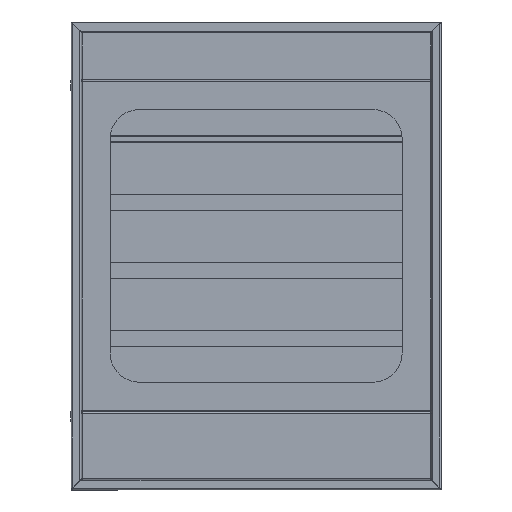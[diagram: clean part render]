
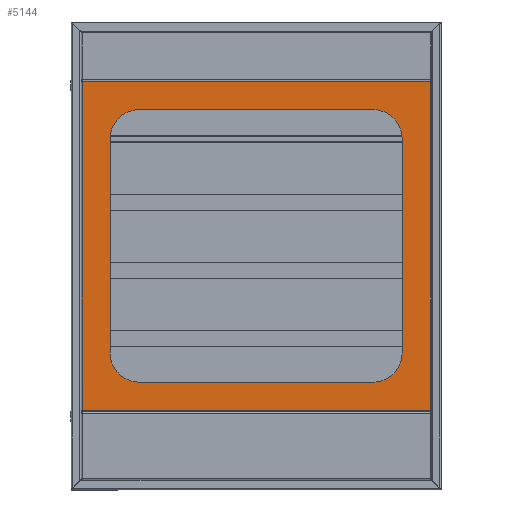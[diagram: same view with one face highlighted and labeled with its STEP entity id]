
A CAD part, top view. The second image highlights one B-rep face of the part: STEP entity #5144.
In plain terms, the highlighted planar face has unit normal (0, 0, 1).
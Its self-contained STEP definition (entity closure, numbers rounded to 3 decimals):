
#65=FACE_BOUND('',#1031,.T.);
#384=PLANE('',#5761);
#704=FACE_OUTER_BOUND('',#1030,.T.);
#1030=EDGE_LOOP('',(#4710,#4711,#4712,#4713));
#1031=EDGE_LOOP('',(#4714,#4715,#4716,#4717,#4718,#4719,#4720,#4721));
#1134=CIRCLE('',#5762,150.);
#1135=CIRCLE('',#5763,150.);
#1136=CIRCLE('',#5764,150.);
#1137=CIRCLE('',#5765,150.);
#1613=LINE('',#8967,#2183);
#1635=LINE('',#9019,#2205);
#1656=LINE('',#9069,#2226);
#1677=LINE('',#9118,#2247);
#1696=LINE('',#9165,#2266);
#1697=LINE('',#9169,#2267);
#1698=LINE('',#9173,#2268);
#1699=LINE('',#9176,#2269);
#2183=VECTOR('',#6949,10.);
#2205=VECTOR('',#7001,10.);
#2226=VECTOR('',#7052,10.);
#2247=VECTOR('',#7103,10.);
#2266=VECTOR('',#7152,10.);
#2267=VECTOR('',#7155,10.);
#2268=VECTOR('',#7158,10.);
#2269=VECTOR('',#7161,10.);
#2602=VERTEX_POINT('',#8964);
#2603=VERTEX_POINT('',#8966);
#2618=VERTEX_POINT('',#9017);
#2632=VERTEX_POINT('',#9068);
#2656=VERTEX_POINT('',#9161);
#2657=VERTEX_POINT('',#9162);
#2658=VERTEX_POINT('',#9164);
#2659=VERTEX_POINT('',#9166);
#2660=VERTEX_POINT('',#9168);
#2661=VERTEX_POINT('',#9170);
#2662=VERTEX_POINT('',#9172);
#2663=VERTEX_POINT('',#9174);
#3248=EDGE_CURVE('',#2603,#2602,#1613,.T.);
#3274=EDGE_CURVE('',#2602,#2618,#1635,.T.);
#3299=EDGE_CURVE('',#2632,#2603,#1656,.T.);
#3324=EDGE_CURVE('',#2618,#2632,#1677,.T.);
#3346=EDGE_CURVE('',#2656,#2657,#1134,.T.);
#3347=EDGE_CURVE('',#2657,#2658,#1696,.T.);
#3348=EDGE_CURVE('',#2658,#2659,#1135,.T.);
#3349=EDGE_CURVE('',#2659,#2660,#1697,.T.);
#3350=EDGE_CURVE('',#2660,#2661,#1136,.T.);
#3351=EDGE_CURVE('',#2661,#2662,#1698,.T.);
#3352=EDGE_CURVE('',#2662,#2663,#1137,.T.);
#3353=EDGE_CURVE('',#2663,#2656,#1699,.T.);
#4710=ORIENTED_EDGE('',*,*,#3248,.T.);
#4711=ORIENTED_EDGE('',*,*,#3274,.T.);
#4712=ORIENTED_EDGE('',*,*,#3324,.T.);
#4713=ORIENTED_EDGE('',*,*,#3299,.T.);
#4714=ORIENTED_EDGE('',*,*,#3346,.T.);
#4715=ORIENTED_EDGE('',*,*,#3347,.T.);
#4716=ORIENTED_EDGE('',*,*,#3348,.T.);
#4717=ORIENTED_EDGE('',*,*,#3349,.T.);
#4718=ORIENTED_EDGE('',*,*,#3350,.T.);
#4719=ORIENTED_EDGE('',*,*,#3351,.T.);
#4720=ORIENTED_EDGE('',*,*,#3352,.T.);
#4721=ORIENTED_EDGE('',*,*,#3353,.T.);
#5144=ADVANCED_FACE('',(#704,#65),#384,.T.);
#5761=AXIS2_PLACEMENT_3D('',#9160,#7148,#7149);
#5762=AXIS2_PLACEMENT_3D('',#9163,#7150,#7151);
#5763=AXIS2_PLACEMENT_3D('',#9167,#7153,#7154);
#5764=AXIS2_PLACEMENT_3D('',#9171,#7156,#7157);
#5765=AXIS2_PLACEMENT_3D('',#9175,#7159,#7160);
#6949=DIRECTION('',(1.,0.,0.));
#7001=DIRECTION('',(0.,1.,0.));
#7052=DIRECTION('',(0.,-1.,0.));
#7103=DIRECTION('',(-1.,0.,0.));
#7148=DIRECTION('center_axis',(0.,0.,1.));
#7149=DIRECTION('ref_axis',(1.,0.,0.));
#7150=DIRECTION('center_axis',(0.,0.,-1.));
#7151=DIRECTION('ref_axis',(1.,0.,0.));
#7152=DIRECTION('',(0.,-1.,0.));
#7153=DIRECTION('center_axis',(0.,0.,-1.));
#7154=DIRECTION('ref_axis',(0.,-1.,0.));
#7155=DIRECTION('',(-1.,0.,0.));
#7156=DIRECTION('center_axis',(0.,0.,-1.));
#7157=DIRECTION('ref_axis',(-1.,0.,0.));
#7158=DIRECTION('',(0.,1.,0.));
#7159=DIRECTION('center_axis',(0.,0.,-1.));
#7160=DIRECTION('ref_axis',(0.,1.,0.));
#7161=DIRECTION('',(1.,0.,0.));
#8964=CARTESIAN_POINT('',(893.904,-843.904,3.048));
#8966=CARTESIAN_POINT('',(-893.904,-843.904,3.048));
#8967=CARTESIAN_POINT('',(-446.952,-843.904,3.048));
#9017=CARTESIAN_POINT('',(893.904,843.904,3.048));
#9019=CARTESIAN_POINT('',(893.904,-421.952,3.048));
#9068=CARTESIAN_POINT('',(-893.904,843.904,3.048));
#9069=CARTESIAN_POINT('',(-893.904,421.952,3.048));
#9118=CARTESIAN_POINT('',(446.952,843.904,3.048));
#9160=CARTESIAN_POINT('Origin',(0.,0.,3.048));
#9161=CARTESIAN_POINT('',(600.,700.,3.048));
#9162=CARTESIAN_POINT('',(750.,550.,3.048));
#9163=CARTESIAN_POINT('Origin',(600.,550.,3.048));
#9164=CARTESIAN_POINT('',(750.,-550.,3.048));
#9165=CARTESIAN_POINT('',(750.,275.,3.048));
#9166=CARTESIAN_POINT('',(600.,-700.,3.048));
#9167=CARTESIAN_POINT('Origin',(600.,-550.,3.048));
#9168=CARTESIAN_POINT('',(-600.,-700.,3.048));
#9169=CARTESIAN_POINT('',(300.,-700.,3.048));
#9170=CARTESIAN_POINT('',(-750.,-550.,3.048));
#9171=CARTESIAN_POINT('Origin',(-600.,-550.,3.048));
#9172=CARTESIAN_POINT('',(-750.,550.,3.048));
#9173=CARTESIAN_POINT('',(-750.,-275.,3.048));
#9174=CARTESIAN_POINT('',(-600.,700.,3.048));
#9175=CARTESIAN_POINT('Origin',(-600.,550.,3.048));
#9176=CARTESIAN_POINT('',(-300.,700.,3.048));
